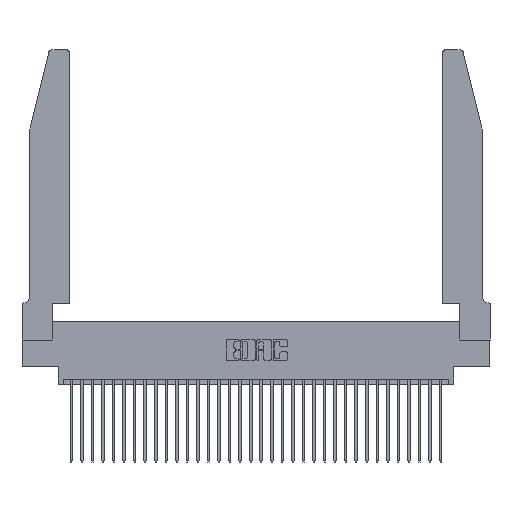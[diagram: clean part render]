
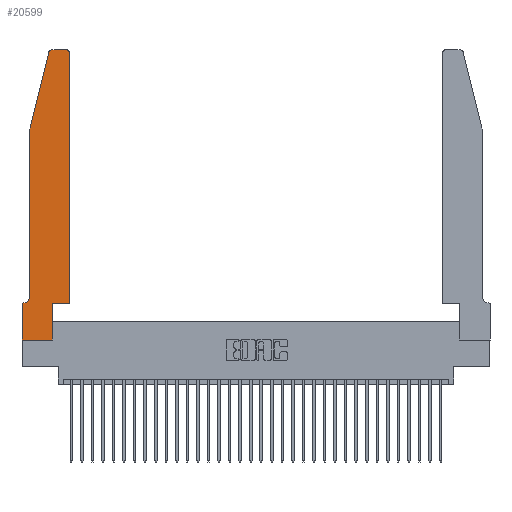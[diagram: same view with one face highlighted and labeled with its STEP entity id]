
A CAD part, top view. The second image highlights one B-rep face of the part: STEP entity #20599.
In plain terms, the highlighted planar face has unit normal (0, 0, 1).
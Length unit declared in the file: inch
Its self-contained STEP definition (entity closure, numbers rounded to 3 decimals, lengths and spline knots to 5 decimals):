
#411 = EDGE_LOOP ( 'NONE', ( #457, #5949, #20683, #28456, #7990, #23896, #3875, #30407, #3249, #24410, #32980, #17128 ) ) ;
#457 = ORIENTED_EDGE ( 'NONE', *, *, #1556, .T. ) ;
#1160 = DIRECTION ( 'NONE',  ( 0., -1., 0. ) ) ;
#1198 = VERTEX_POINT ( 'NONE', #23396 ) ;
#1351 = AXIS2_PLACEMENT_3D ( 'NONE', #13536, #13769, #18780 ) ;
#1556 = EDGE_CURVE ( 'NONE', #21063, #30861, #22100, .T. ) ;
#1733 = VERTEX_POINT ( 'NONE', #33766 ) ;
#1827 = DIRECTION ( 'NONE',  ( -1., 0., 0. ) ) ;
#3249 = ORIENTED_EDGE ( 'NONE', *, *, #15571, .T. ) ;
#3776 = VECTOR ( 'NONE', #17358, 39.37008 ) ;
#3875 = ORIENTED_EDGE ( 'NONE', *, *, #8933, .T. ) ;
#4402 = EDGE_CURVE ( 'NONE', #28988, #25011, #10019, .T. ) ;
#4449 = DIRECTION ( 'NONE',  ( 0., 0., 1. ) ) ;
#4488 = EDGE_CURVE ( 'NONE', #30861, #30606, #29675, .T. ) ;
#4595 = DIRECTION ( 'NONE',  ( 1., 0., 0. ) ) ;
#5607 = PLANE ( 'NONE',  #1351 ) ;
#5949 = ORIENTED_EDGE ( 'NONE', *, *, #4488, .T. ) ;
#6535 = DIRECTION ( 'NONE',  ( -1., 0., 0. ) ) ;
#7219 = LINE ( 'NONE', #30161, #14642 ) ;
#7313 = CARTESIAN_POINT ( 'NONE',  ( 0.2865, 0.35, 0.37 ) ) ;
#7630 = AXIS2_PLACEMENT_3D ( 'NONE', #25190, #12483, #1827 ) ;
#7990 = ORIENTED_EDGE ( 'NONE', *, *, #4402, .T. ) ;
#8100 = CARTESIAN_POINT ( 'NONE',  ( 0.0755, 2., 0.37 ) ) ;
#8933 = EDGE_CURVE ( 'NONE', #30088, #32297, #21163, .T. ) ;
#9139 = EDGE_CURVE ( 'NONE', #33280, #21063, #15037, .T. ) ;
#9400 = CARTESIAN_POINT ( 'NONE',  ( 0.0755, 2., 0.37 ) ) ;
#10019 = CIRCLE ( 'NONE', #7630, 0.07 ) ;
#10108 = LINE ( 'NONE', #16001, #30231 ) ;
#10545 = CARTESIAN_POINT ( 'NONE',  ( 0.25487, 2.72718, 0.37 ) ) ;
#12082 = CARTESIAN_POINT ( 'NONE',  ( 0.0755, 0.35, 0.37 ) ) ;
#12483 = DIRECTION ( 'NONE',  ( 0., 0., -1. ) ) ;
#12549 = LINE ( 'NONE', #23835, #31826 ) ;
#12920 = CARTESIAN_POINT ( 'NONE',  ( 0.0055, 0.35, 0.37 ) ) ;
#13006 = LINE ( 'NONE', #9400, #28185 ) ;
#13473 = CARTESIAN_POINT ( 'NONE',  ( 0., 0.35, 0.37 ) ) ;
#13536 = CARTESIAN_POINT ( 'NONE',  ( 0., 0.35, 0.37 ) ) ;
#13639 = DIRECTION ( 'NONE',  ( 1., 0., 0. ) ) ;
#13691 = EDGE_CURVE ( 'NONE', #1733, #33280, #7219, .T. ) ;
#13769 = DIRECTION ( 'NONE',  ( 0., 0., 1. ) ) ;
#14595 = DIRECTION ( 'NONE',  ( 1., 0., 0. ) ) ;
#14642 = VECTOR ( 'NONE', #32833, 39.37008 ) ;
#15037 = CIRCLE ( 'NONE', #17629, 0.03 ) ;
#15226 = EDGE_CURVE ( 'NONE', #31359, #28988, #13006, .T. ) ;
#15456 = VECTOR ( 'NONE', #24932, 39.37008 ) ;
#15571 = EDGE_CURVE ( 'NONE', #1198, #24827, #10108, .T. ) ;
#15624 = CARTESIAN_POINT ( 'NONE',  ( 0.0755, 2., 0.37 ) ) ;
#16001 = CARTESIAN_POINT ( 'NONE',  ( 0.2865, 0.35, 0.37 ) ) ;
#16637 = CARTESIAN_POINT ( 'NONE',  ( 0., 0., 0.37 ) ) ;
#17012 = EDGE_CURVE ( 'NONE', #32297, #1198, #31436, .T. ) ;
#17128 = ORIENTED_EDGE ( 'NONE', *, *, #9139, .T. ) ;
#17358 = DIRECTION ( 'NONE',  ( -1., 0., 0. ) ) ;
#17629 = AXIS2_PLACEMENT_3D ( 'NONE', #20187, #22692, #14595 ) ;
#18780 = DIRECTION ( 'NONE',  ( 1., 0., 0. ) ) ;
#18829 = CARTESIAN_POINT ( 'NONE',  ( 0.4505, 2.72, 0.37 ) ) ;
#19470 = VECTOR ( 'NONE', #4595, 39.37008 ) ;
#20187 = CARTESIAN_POINT ( 'NONE',  ( 0.4205, 2.72, 0.37 ) ) ;
#20335 = FACE_OUTER_BOUND ( 'NONE', #411, .T. ) ;
#20383 = DIRECTION ( 'NONE',  ( 1., 0., 0. ) ) ;
#20599 = ADVANCED_FACE ( 'NONE', ( #20335 ), #5607, .T. ) ;
#20611 = EDGE_CURVE ( 'NONE', #24827, #1733, #12549, .T. ) ;
#20683 = ORIENTED_EDGE ( 'NONE', *, *, #24267, .T. ) ;
#21063 = VERTEX_POINT ( 'NONE', #28115 ) ;
#21163 = LINE ( 'NONE', #16637, #15456 ) ;
#21399 = CARTESIAN_POINT ( 'NONE',  ( 0.0755, 0.42, 0.37 ) ) ;
#22100 = LINE ( 'NONE', #27407, #29479 ) ;
#22692 = DIRECTION ( 'NONE',  ( 0., 0., 1. ) ) ;
#22939 = LINE ( 'NONE', #15624, #31561 ) ;
#23396 = CARTESIAN_POINT ( 'NONE',  ( 0.2865, 0., 0.37 ) ) ;
#23835 = CARTESIAN_POINT ( 'NONE',  ( 0.4505, 0.35, 0.37 ) ) ;
#23896 = ORIENTED_EDGE ( 'NONE', *, *, #30417, .T. ) ;
#24267 = EDGE_CURVE ( 'NONE', #30606, #31359, #22939, .T. ) ;
#24410 = ORIENTED_EDGE ( 'NONE', *, *, #20611, .T. ) ;
#24827 = VERTEX_POINT ( 'NONE', #7313 ) ;
#24932 = DIRECTION ( 'NONE',  ( 0., -1., 0. ) ) ;
#25011 = VERTEX_POINT ( 'NONE', #12920 ) ;
#25190 = CARTESIAN_POINT ( 'NONE',  ( 0.0055, 0.42, 0.37 ) ) ;
#26035 = CARTESIAN_POINT ( 'NONE',  ( 0., 0., 0.37 ) ) ;
#27407 = CARTESIAN_POINT ( 'NONE',  ( 0.2605, 2.75, 0.37 ) ) ;
#28115 = CARTESIAN_POINT ( 'NONE',  ( 0.4205, 2.75, 0.37 ) ) ;
#28185 = VECTOR ( 'NONE', #1160, 39.37008 ) ;
#28291 = AXIS2_PLACEMENT_3D ( 'NONE', #33484, #4449, #20383 ) ;
#28350 = CARTESIAN_POINT ( 'NONE',  ( 0., 0., 0.37 ) ) ;
#28456 = ORIENTED_EDGE ( 'NONE', *, *, #15226, .T. ) ;
#28590 = DIRECTION ( 'NONE',  ( 0., 1., 0. ) ) ;
#28988 = VERTEX_POINT ( 'NONE', #21399 ) ;
#29479 = VECTOR ( 'NONE', #6535, 39.37008 ) ;
#29631 = LINE ( 'NONE', #12082, #3776 ) ;
#29675 = CIRCLE ( 'NONE', #28291, 0.03 ) ;
#30088 = VERTEX_POINT ( 'NONE', #13473 ) ;
#30161 = CARTESIAN_POINT ( 'NONE',  ( 0.4505, 0.35, 0.37 ) ) ;
#30231 = VECTOR ( 'NONE', #28590, 39.37008 ) ;
#30407 = ORIENTED_EDGE ( 'NONE', *, *, #17012, .T. ) ;
#30417 = EDGE_CURVE ( 'NONE', #25011, #30088, #29631, .T. ) ;
#30606 = VERTEX_POINT ( 'NONE', #10545 ) ;
#30861 = VERTEX_POINT ( 'NONE', #31902 ) ;
#31336 = DIRECTION ( 'NONE',  ( -0.239, -0.971, 0. ) ) ;
#31359 = VERTEX_POINT ( 'NONE', #8100 ) ;
#31436 = LINE ( 'NONE', #28350, #19470 ) ;
#31561 = VECTOR ( 'NONE', #31336, 39.37008 ) ;
#31826 = VECTOR ( 'NONE', #13639, 39.37008 ) ;
#31902 = CARTESIAN_POINT ( 'NONE',  ( 0.284, 2.75, 0.37 ) ) ;
#32297 = VERTEX_POINT ( 'NONE', #26035 ) ;
#32833 = DIRECTION ( 'NONE',  ( 0., 1., 0. ) ) ;
#32980 = ORIENTED_EDGE ( 'NONE', *, *, #13691, .T. ) ;
#33280 = VERTEX_POINT ( 'NONE', #18829 ) ;
#33484 = CARTESIAN_POINT ( 'NONE',  ( 0.284, 2.72, 0.37 ) ) ;
#33766 = CARTESIAN_POINT ( 'NONE',  ( 0.4505, 0.35, 0.37 ) ) ;
